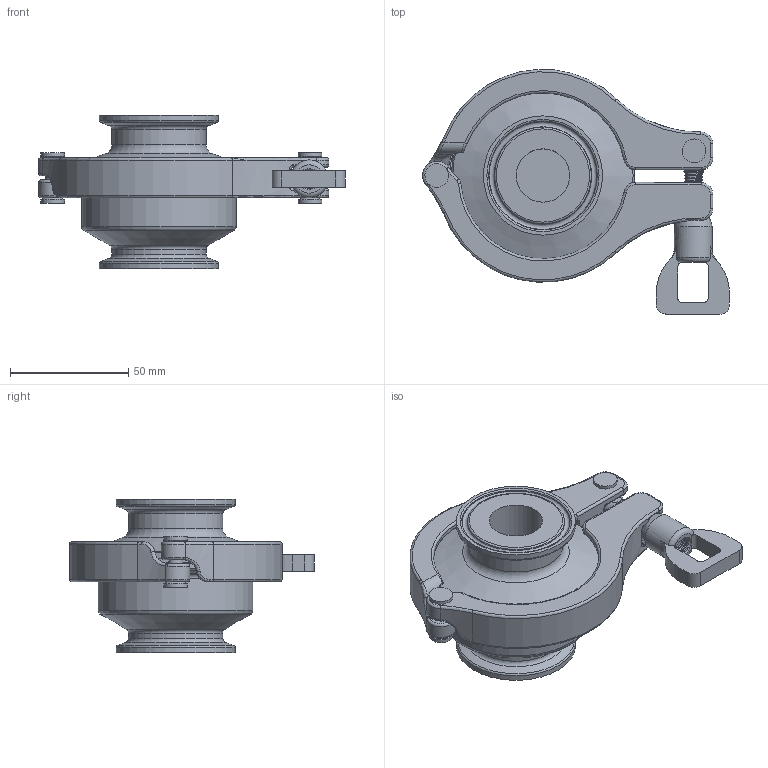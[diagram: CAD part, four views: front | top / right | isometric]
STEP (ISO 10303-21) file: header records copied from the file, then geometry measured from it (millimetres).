
FILE_DESCRIPTION(/* description */ (''),/* implementation_level */ '2;1');
FILE_NAME(/* name */ 'lv6dc-025-clamp-00.stp',/* time_stamp */ '2025-08-01T12:44:43+09:00',/* author */ ('shibuya'),/* organization */ (''),/* preprocessor_version */ 'ST-DEVELOPER v20',/* originating_system */ 'Autodesk Inventor 2025',/* authorisation */ '');
FILE_SCHEMA (('AUTOMOTIVE_DESIGN { 1 0 10303 214 3 1 1 }'));
Length unit declared in the file: millimetre
Products named in the file (1): lv6dc-025-iso00-00
Bounding box: 130 x 103.74 x 65 mm (x, y, z)
Volume: 202788.6 mm3; surface area: 51274.4 mm2
Topology: 1 solids, 1 shells, 400 faces, 1039 edges, 642 vertices
Faces by surface type: cylinder 159, torus 103, bspline 71, plane 48, cone 17, sphere 2
Full cylindrical faces by diameter (mm): 6 x2, 6.5 x4, 6.917 x13, 7.307 x10, 7.567 x7, 10 x4, 16 x1, 22.6 x2, 40 x2, 50.5 x2, 65.5 x1, 77.5 x2, 77.7 x1
Entity records: 19536 total; most frequent: CARTESIAN_POINT 9850, ORIENTED_EDGE 2072, DIRECTION 1802, EDGE_CURVE 1036, AXIS2_PLACEMENT_3D 782, VERTEX_POINT 642, CIRCLE 452, EDGE_LOOP 418
